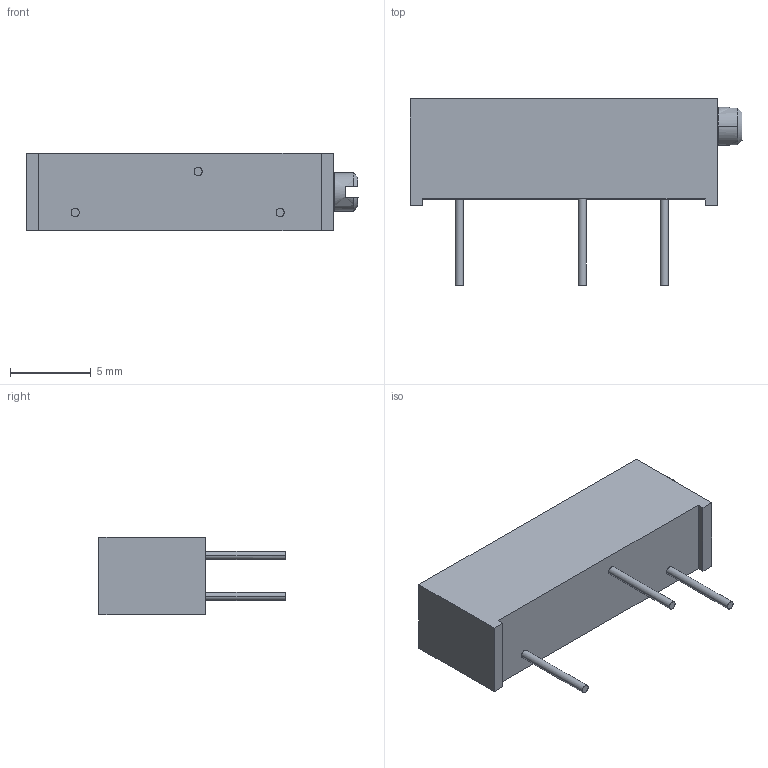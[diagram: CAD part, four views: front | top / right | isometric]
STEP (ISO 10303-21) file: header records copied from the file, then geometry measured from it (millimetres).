
FILE_DESCRIPTION(/* description */ (''),/* implementation_level */ '2;1');
FILE_NAME(/* name */ '3006P~1',/* time_stamp */ '2017-04-03T19:01:23+03:00',/* author */ (''),/* organization */ (''),/* preprocessor_version */ 'ST-DEVELOPER v15',/* originating_system */ '',/* authorisation */ '');
FILE_SCHEMA (('AUTOMOTIVE_DESIGN'));
Length unit declared in the file: inch
Products named in the file (1): Document
Bounding box: 20.57 x 11.53 x 4.83 mm (x, y, z)
Surface area: 1055.4 mm2 (no closed solid volume)
Topology: 0 solids, 60 shells, 60 faces, 288 edges, 288 vertices
Faces by surface type: plane 36, bspline 24
Entity records: 3651 total; most frequent: CARTESIAN_POINT 1614, ORIENTED_EDGE 288, EDGE_CURVE 288, VERTEX_POINT 288, B_SPLINE_CURVE_WITH_KNOTS 184, EDGE_LOOP 68, COLOUR_RGB 60, FILL_AREA_STYLE_COLOUR 60
